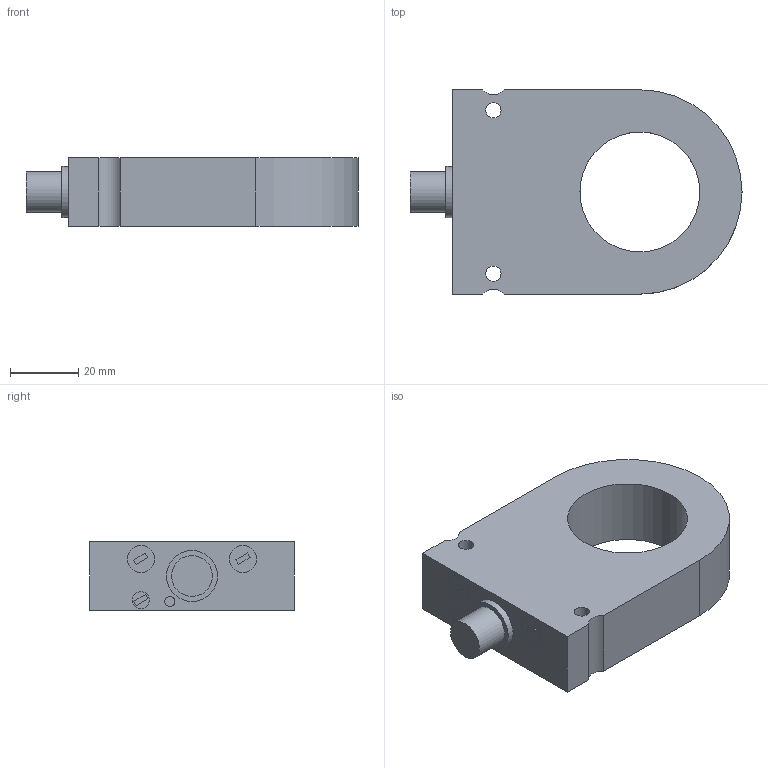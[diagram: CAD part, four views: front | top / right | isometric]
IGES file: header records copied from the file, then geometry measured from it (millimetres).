
Global section: file name: No Iges File Name specified; native system: AutoDesk Inventor R10; preprocessor: AutoDesk Inventor Iges Exporter R10; author: No Author specified; organization: No Organization specified; date: 20071128.191033; units: millimetre
Bounding box: 97.5 x 60 x 20 mm (x, y, z)
Volume: 75524.7 mm3; surface area: 16429.1 mm2
Topology: 2 solids, 2 shells, 43 faces, 90 edges, 60 vertices
Faces by surface type: plane 30, revolution 9, cylinder 4
Full cylindrical faces by diameter (mm): 2.996 x1, 12 x1, 15 x1
